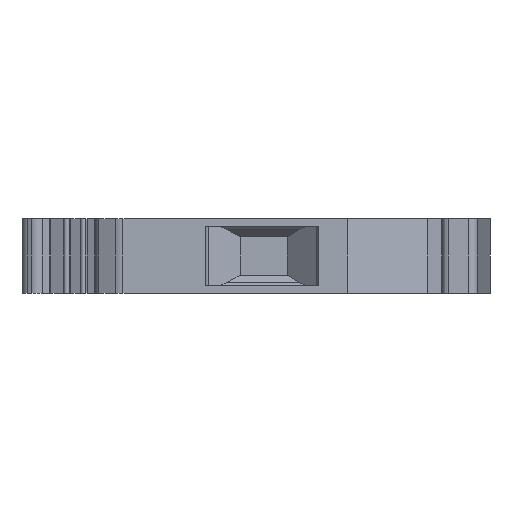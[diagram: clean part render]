
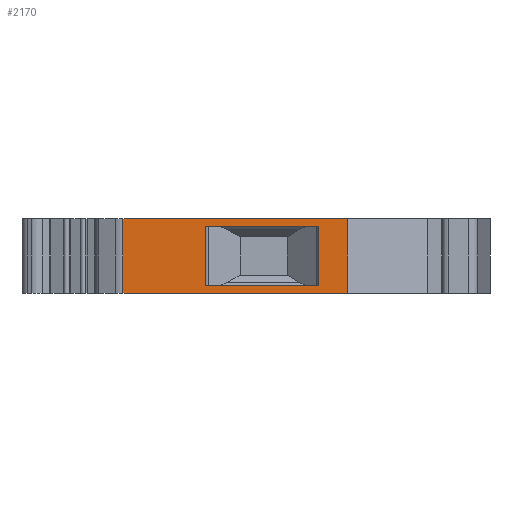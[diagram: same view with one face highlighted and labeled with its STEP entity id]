
A CAD part, left-side view. The second image highlights one B-rep face of the part: STEP entity #2170.
In plain terms, the highlighted planar face has unit normal (-1, 0, 0).
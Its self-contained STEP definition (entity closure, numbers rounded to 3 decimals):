
#351=DIRECTION('',(0.,-1.,0.));
#352=VECTOR('',#351,24.841);
#353=CARTESIAN_POINT('',(-36.25,12.571,-4.1));
#354=LINE('',#353,#352);
#355=DIRECTION('',(0.,0.,1.));
#356=VECTOR('',#355,8.2);
#357=CARTESIAN_POINT('',(-36.25,-12.27,-4.1));
#358=LINE('',#357,#356);
#359=DIRECTION('',(0.,0.,1.));
#360=VECTOR('',#359,8.2);
#361=CARTESIAN_POINT('',(-36.25,12.571,-4.1));
#362=LINE('',#361,#360);
#363=DIRECTION('',(0.,0.,1.));
#364=VECTOR('',#363,6.6);
#365=CARTESIAN_POINT('',(-36.25,3.43,-3.3));
#366=LINE('',#365,#364);
#367=DIRECTION('',(0.,1.,0.));
#368=VECTOR('',#367,12.5);
#369=CARTESIAN_POINT('',(-36.25,-9.07,-3.3));
#370=LINE('',#369,#368);
#371=DIRECTION('',(0.,0.,1.));
#372=VECTOR('',#371,6.6);
#373=CARTESIAN_POINT('',(-36.25,-9.07,-3.3));
#374=LINE('',#373,#372);
#375=DIRECTION('',(0.,1.,0.));
#376=VECTOR('',#375,12.5);
#377=CARTESIAN_POINT('',(-36.25,-9.07,3.3));
#378=LINE('',#377,#376);
#826=DIRECTION('',(0.,-1.,0.));
#827=VECTOR('',#826,24.841);
#828=CARTESIAN_POINT('',(-36.25,12.571,4.1));
#829=LINE('',#828,#827);
#1508=CARTESIAN_POINT('',(-36.25,-12.27,-4.1));
#1510=VERTEX_POINT('',#1508);
#1662=CARTESIAN_POINT('',(-36.25,12.571,-4.1));
#1663=VERTEX_POINT('',#1662);
#1664=CARTESIAN_POINT('',(-36.25,-12.27,4.1));
#1666=VERTEX_POINT('',#1664);
#1818=CARTESIAN_POINT('',(-36.25,12.571,4.1));
#1819=VERTEX_POINT('',#1818);
#1896=CARTESIAN_POINT('',(-36.25,3.43,-3.3));
#1897=CARTESIAN_POINT('',(-36.25,3.43,3.3));
#1898=VERTEX_POINT('',#1896);
#1899=VERTEX_POINT('',#1897);
#1900=CARTESIAN_POINT('',(-36.25,-9.07,-3.3));
#1901=CARTESIAN_POINT('',(-36.25,-9.07,3.3));
#1902=VERTEX_POINT('',#1900);
#1903=VERTEX_POINT('',#1901);
#2147=CARTESIAN_POINT('',(-36.25,12.571,-4.1));
#2148=DIRECTION('',(-1.,0.,0.));
#2149=DIRECTION('',(0.,-1.,0.));
#2150=AXIS2_PLACEMENT_3D('',#2147,#2148,#2149);
#2151=PLANE('',#2150);
#2152=ORIENTED_EDGE('',*,*,#2127,.F.);
#2154=ORIENTED_EDGE('',*,*,#2153,.T.);
#2156=ORIENTED_EDGE('',*,*,#2155,.T.);
#2157=ORIENTED_EDGE('',*,*,#2138,.F.);
#2158=EDGE_LOOP('',(#2152,#2154,#2156,#2157));
#2159=FACE_OUTER_BOUND('',#2158,.F.);
#2161=ORIENTED_EDGE('',*,*,#2160,.F.);
#2163=ORIENTED_EDGE('',*,*,#2162,.F.);
#2165=ORIENTED_EDGE('',*,*,#2164,.T.);
#2167=ORIENTED_EDGE('',*,*,#2166,.T.);
#2168=EDGE_LOOP('',(#2161,#2163,#2165,#2167));
#2169=FACE_BOUND('',#2168,.F.);
#2127=EDGE_CURVE('',#1663,#1510,#354,.T.);
#2138=EDGE_CURVE('',#1510,#1666,#358,.T.);
#2153=EDGE_CURVE('',#1663,#1819,#362,.T.);
#2155=EDGE_CURVE('',#1819,#1666,#829,.T.);
#2160=EDGE_CURVE('',#1898,#1899,#366,.T.);
#2162=EDGE_CURVE('',#1902,#1898,#370,.T.);
#2164=EDGE_CURVE('',#1902,#1903,#374,.T.);
#2166=EDGE_CURVE('',#1903,#1899,#378,.T.);
#2170=ADVANCED_FACE('',(#2159,#2169),#2151,.T.);
